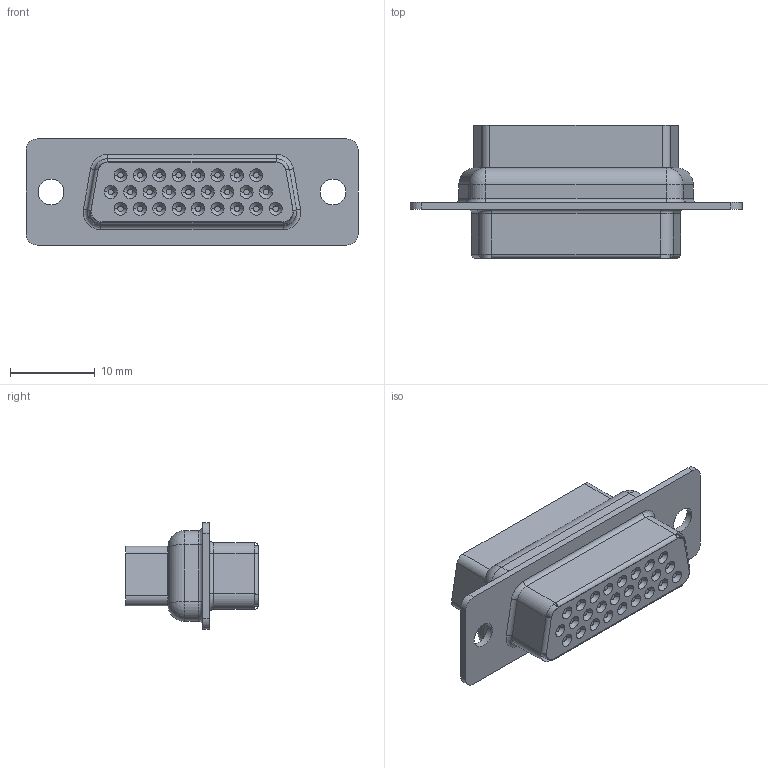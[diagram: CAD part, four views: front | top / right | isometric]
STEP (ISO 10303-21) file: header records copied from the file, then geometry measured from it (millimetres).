
FILE_DESCRIPTION(/* description */ (''),/* implementation_level */ '2;1');
FILE_NAME(/* name */ '100230413ugm000_a.stp',/* time_stamp */ '2014-09-15T10:16:21+02:00',/* author */ (''),/* organization */ (''),/* preprocessor_version */ 'ST-DEVELOPER v15',/* originating_system */ 'SIEMENS PLM Software NX 8.5',/* authorisation */ '');
FILE_SCHEMA (('AUTOMOTIVE_DESIGN { 1 0 10303 214 3 1 1 1 }'));
Length unit declared in the file: millimetre
Products named in the file (1): 100230413ugm000_a
Bounding box: 39.2 x 15.7 x 12.55 mm (x, y, z)
Surface area: 4652.1 mm2 (no closed solid volume)
Topology: 0 solids, 1 shells, 385 faces, 1167 edges, 1596 vertices
Faces by surface type: revolution 196, plane 123, cylinder 46, sphere 12, bspline 8
Entity records: 16820 total; most frequent: CARTESIAN_POINT 3634, DIRECTION 2205, ORIENTED_EDGE 1840, EDGE_CURVE 929, STYLED_ITEM 736, PRESENTATION_STYLE_ASSIGNMENT 736, AXIS2_PLACEMENT_3D 710, VERTEX_POINT 623
